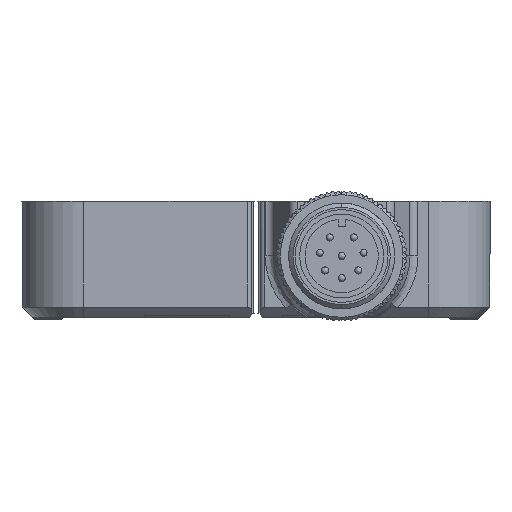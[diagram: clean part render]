
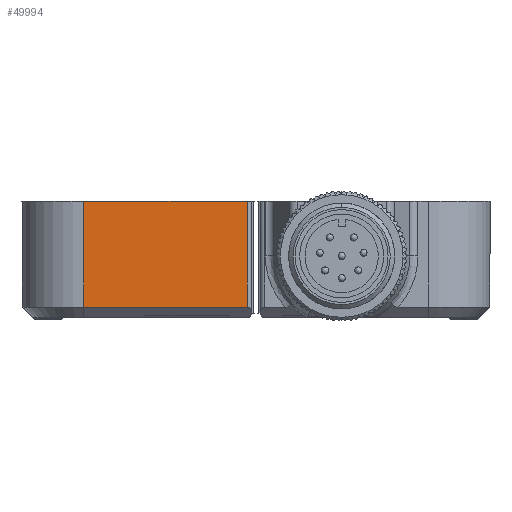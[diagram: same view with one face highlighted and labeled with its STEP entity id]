
A CAD part, left-side view. The second image highlights one B-rep face of the part: STEP entity #49994.
In plain terms, the highlighted face is planar.
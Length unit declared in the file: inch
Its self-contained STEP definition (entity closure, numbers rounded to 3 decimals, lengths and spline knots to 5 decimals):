
#805 = ORIENTED_EDGE ( 'NONE', *, *, #48691, .F. ) ;
#5721 = CARTESIAN_POINT ( 'NONE',  ( 0.70866, 0.27559, 0.51969 ) ) ;
#6078 = DIRECTION ( 'NONE',  ( 0., 0., 1. ) ) ;
#8905 = CARTESIAN_POINT ( 'NONE',  ( 0.70866, 1.00394, 0.51969 ) ) ;
#10011 = VECTOR ( 'NONE', #41506, 39.37008 ) ;
#11189 = FACE_OUTER_BOUND ( 'NONE', #51662, .T. ) ;
#11193 = DIRECTION ( 'NONE',  ( 0., 1., 0. ) ) ;
#14044 = CARTESIAN_POINT ( 'NONE',  ( 0.70866, 0.27559, 0.51969 ) ) ;
#16677 = LINE ( 'NONE', #38264, #21729 ) ;
#18125 = LINE ( 'NONE', #8905, #39566 ) ;
#18128 = AXIS2_PLACEMENT_3D ( 'NONE', #14044, #46272, #6078 ) ;
#18247 = VECTOR ( 'NONE', #11193, 39.37008 ) ;
#19483 = LINE ( 'NONE', #5721, #10011 ) ;
#21603 = DIRECTION ( 'NONE',  ( 0., 0., -1. ) ) ;
#21729 = VECTOR ( 'NONE', #46184, 39.37008 ) ;
#22316 = PLANE ( 'NONE',  #18128 ) ;
#23802 = CARTESIAN_POINT ( 'NONE',  ( 0.70866, 1.00394, 0.51969 ) ) ;
#23910 = ORIENTED_EDGE ( 'NONE', *, *, #52189, .F. ) ;
#24578 = VERTEX_POINT ( 'NONE', #43844 ) ;
#25807 = CARTESIAN_POINT ( 'NONE',  ( 0.70866, 1.00394, 0.04724 ) ) ;
#27492 = VERTEX_POINT ( 'NONE', #41869 ) ;
#27542 = EDGE_CURVE ( 'NONE', #39631, #38520, #18125, .T. ) ;
#28141 = CARTESIAN_POINT ( 'NONE',  ( 0.70866, 0.27559, 0.51969 ) ) ;
#28611 = ORIENTED_EDGE ( 'NONE', *, *, #27542, .F. ) ;
#30699 = ORIENTED_EDGE ( 'NONE', *, *, #44091, .F. ) ;
#38264 = CARTESIAN_POINT ( 'NONE',  ( 0.70866, 0.27559, 0.04724 ) ) ;
#38520 = VERTEX_POINT ( 'NONE', #25807 ) ;
#39566 = VECTOR ( 'NONE', #21603, 39.37008 ) ;
#39631 = VERTEX_POINT ( 'NONE', #23802 ) ;
#41506 = DIRECTION ( 'NONE',  ( 0., 0., 1. ) ) ;
#41869 = CARTESIAN_POINT ( 'NONE',  ( 0.70866, 0.27559, 0.51969 ) ) ;
#43844 = CARTESIAN_POINT ( 'NONE',  ( 0.70866, 0.27559, 0.04724 ) ) ;
#44091 = EDGE_CURVE ( 'NONE', #27492, #39631, #49124, .T. ) ;
#46184 = DIRECTION ( 'NONE',  ( 0., -1., 0. ) ) ;
#46272 = DIRECTION ( 'NONE',  ( -1., 0., 0. ) ) ;
#48691 = EDGE_CURVE ( 'NONE', #24578, #27492, #19483, .T. ) ;
#49124 = LINE ( 'NONE', #28141, #18247 ) ;
#49994 = ADVANCED_FACE ( 'NONE', ( #11189 ), #22316, .F. ) ;
#51662 = EDGE_LOOP ( 'NONE', ( #23910, #28611, #30699, #805 ) ) ;
#52189 = EDGE_CURVE ( 'NONE', #38520, #24578, #16677, .T. ) ;
